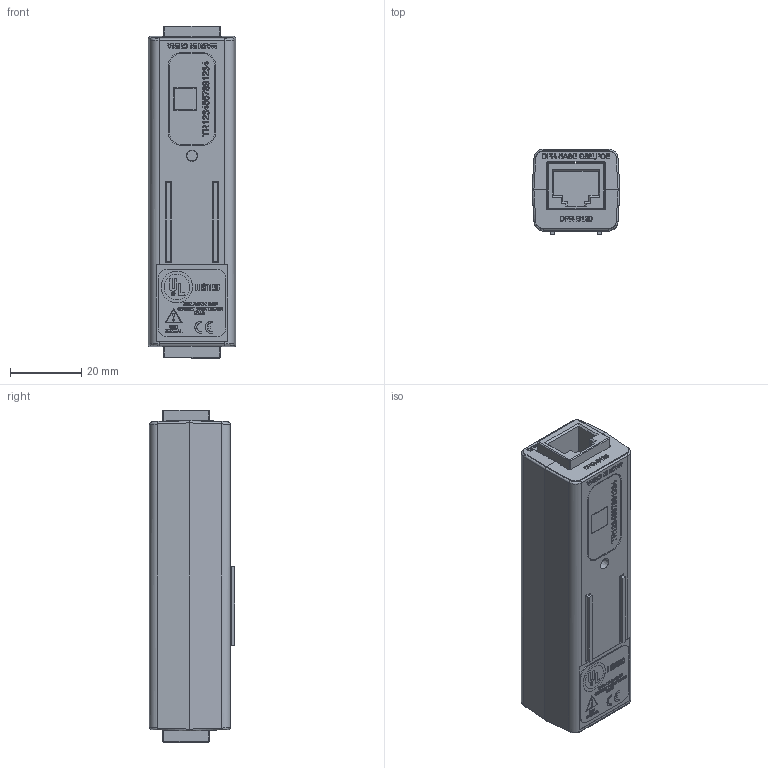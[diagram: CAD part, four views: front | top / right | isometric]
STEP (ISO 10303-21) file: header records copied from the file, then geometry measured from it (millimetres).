
FILE_DESCRIPTION (( 'STEP AP214' ), '1' );
FILE_NAME ('DPR-B120-E.STEP', '2019-01-28T19:29:46', ( '' ), ( '' ), 'SwSTEP 2.0', 'SolidWorks 2018', '' );
FILE_SCHEMA (( 'AUTOMOTIVE_DESIGN' ));
Length unit declared in the file: inch
Products named in the file (17): 2500-671; 2250-1139; DPR-B120-E; 2200-688; 2003-3163; 2003-4162; 2003-1052-3; 2002-340; 2003-3163_Installed; 2002-339
Assembly tree (9 placements, depth 3):
  2500-671
  DPR-B120-E
    2002-339
    2002-340
    2250-1139
      2200-688
      2500-671  x2
    2003-3163_Installed
    2003-4162
    2003-1052-3
  2003-3163
  2003-4162
  2003-1052-3
Bounding box: 24.65 x 23.9 x 93.22 mm (x, y, z)
Volume: 22782.1 mm3; surface area: 26363.1 mm2
Topology: 12 solids, 12 shells, 3702 faces, 9772 edges, 6458 vertices
Faces by surface type: plane 2595, bspline 714, cylinder 360, cone 19, sphere 8, torus 6
Entity records: 174096 total; most frequent: CARTESIAN_POINT 58984, ORIENTED_EDGE 18812, DIRECTION 14026, EDGE_CURVE 9406, LINE 7076, VECTOR 7076, VERTEX_POINT 6234, EDGE_LOOP 4020
